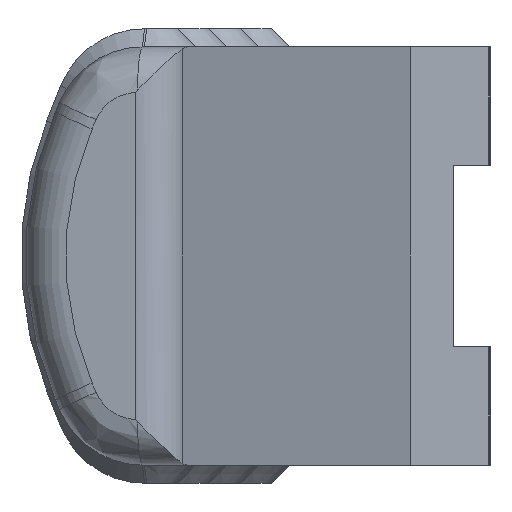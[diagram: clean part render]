
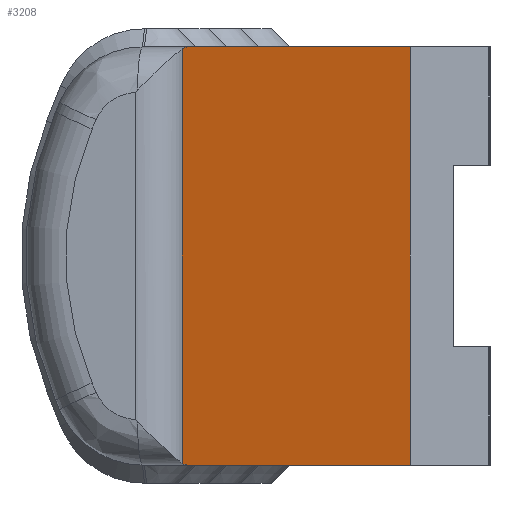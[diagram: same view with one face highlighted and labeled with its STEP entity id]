
A CAD part, front view. The second image highlights one B-rep face of the part: STEP entity #3208.
In plain terms, the highlighted planar face has unit normal (0.915, -0.402, 0).
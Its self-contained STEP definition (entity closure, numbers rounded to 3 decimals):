
#572=FACE_OUTER_BOUND('',#752,.T.);
#752=EDGE_LOOP('',(#2842,#2843,#2844,#2845,#2846,#2847));
#780=ELLIPSE('',#3265,2.615,2.5);
#781=ELLIPSE('',#3274,2.615,2.5);
#805=LINE('',#4551,#1098);
#986=LINE('',#5220,#1279);
#1054=LINE('',#5356,#1347);
#1055=LINE('',#5357,#1348);
#1098=VECTOR('',#3615,1000.);
#1279=VECTOR('',#4196,1000.);
#1347=VECTOR('',#4396,1000.);
#1348=VECTOR('',#4397,1000.);
#1398=VERTEX_POINT('',#4530);
#1403=VERTEX_POINT('',#4549);
#1405=VERTEX_POINT('',#4555);
#1415=VERTEX_POINT('',#4579);
#1627=VERTEX_POINT('',#5219);
#1629=VERTEX_POINT('',#5355);
#1672=EDGE_CURVE('',#1403,#1398,#805,.T.);
#1675=EDGE_CURVE('',#1405,#1403,#780,.T.);
#1685=EDGE_CURVE('',#1398,#1415,#781,.T.);
#1984=EDGE_CURVE('',#1415,#1627,#986,.T.);
#2052=EDGE_CURVE('',#1629,#1405,#1054,.T.);
#2053=EDGE_CURVE('',#1629,#1627,#1055,.T.);
#2842=ORIENTED_EDGE('',*,*,#2052,.F.);
#2843=ORIENTED_EDGE('',*,*,#2053,.T.);
#2844=ORIENTED_EDGE('',*,*,#1984,.F.);
#2845=ORIENTED_EDGE('',*,*,#1685,.F.);
#2846=ORIENTED_EDGE('',*,*,#1672,.F.);
#2847=ORIENTED_EDGE('',*,*,#1675,.F.);
#3033=PLANE('',#3528);
#3208=ADVANCED_FACE('',(#572),#3033,.F.);
#3265=AXIS2_PLACEMENT_3D('',#4557,#3621,#3622);
#3274=AXIS2_PLACEMENT_3D('',#4580,#3643,#3644);
#3528=AXIS2_PLACEMENT_3D('',#5354,#4394,#4395);
#3615=DIRECTION('',(0.,0.,1.));
#3621=DIRECTION('center_axis',(-0.916,0.402,0.));
#3622=DIRECTION('ref_axis',(0.402,0.916,0.));
#3643=DIRECTION('center_axis',(-0.916,0.402,0.));
#3644=DIRECTION('ref_axis',(0.402,0.916,0.));
#4196=DIRECTION('',(0.402,0.916,0.));
#4394=DIRECTION('center_axis',(-0.916,0.402,0.));
#4395=DIRECTION('ref_axis',(0.,0.,1.));
#4396=DIRECTION('',(-0.402,-0.916,0.));
#4397=DIRECTION('',(0.,0.,1.));
#4530=CARTESIAN_POINT('',(-80.936,-72.996,15.89));
#4549=CARTESIAN_POINT('',(-80.936,-72.996,-6.89));
#4551=CARTESIAN_POINT('',(-80.936,-72.996,16.));
#4555=CARTESIAN_POINT('',(-80.627,-72.293,-7.));
#4557=CARTESIAN_POINT('Origin',(-80.627,-72.293,-4.5));
#4579=CARTESIAN_POINT('',(-80.627,-72.293,16.));
#4580=CARTESIAN_POINT('Origin',(-80.627,-72.293,13.5));
#5219=CARTESIAN_POINT('',(-68.386,-44.43,16.));
#5220=CARTESIAN_POINT('',(-67.395,-42.175,16.));
#5354=CARTESIAN_POINT('Origin',(-81.679,-74.687,16.));
#5355=CARTESIAN_POINT('',(-68.386,-44.43,-7.));
#5356=CARTESIAN_POINT('',(-69.66,-47.331,-7.));
#5357=CARTESIAN_POINT('',(-68.386,-44.43,16.));
